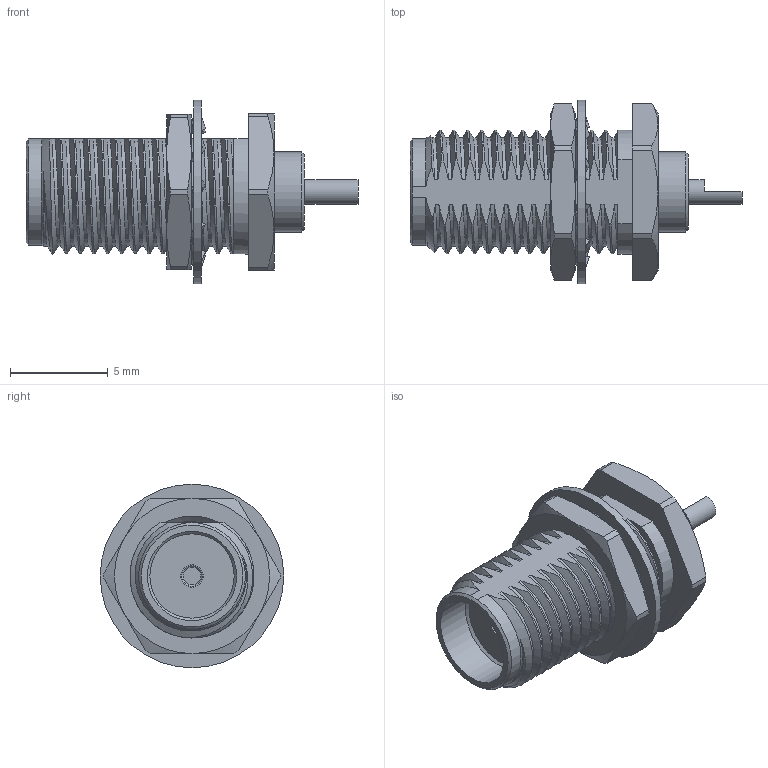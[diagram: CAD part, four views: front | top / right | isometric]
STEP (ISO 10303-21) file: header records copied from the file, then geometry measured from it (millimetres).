
FILE_DESCRIPTION (( 'STEP AP203' ), '1' );
FILE_NAME ('SC7109.step', '2020-03-12T21:17:03', ( '' ), ( '' ), 'SwSTEP 2.0', 'SolidWorks 2018', '' );
FILE_SCHEMA (( 'CONFIG_CONTROL_DESIGN' ));
Length unit declared in the file: inch
Products named in the file (1): SC7109
Bounding box: 17 x 9.4 x 9.4 mm (x, y, z)
Volume: 411.3 mm3; surface area: 714.1 mm2
Topology: 3 solids, 3 shells, 200 faces, 583 edges, 395 vertices
Faces by surface type: bspline 87, cylinder 45, plane 43, cone 25
Full cylindrical faces by diameter (mm): 0.914 x1, 1.016 x1, 1.168 x1, 1.27 x1, 4.1 x1, 4.572 x1, 9.398 x1
Entity records: 24315 total; most frequent: CARTESIAN_POINT 19844, ORIENTED_EDGE 1138, DIRECTION 619, EDGE_CURVE 569, VERTEX_POINT 392, AXIS2_PLACEMENT_3D 228, EDGE_LOOP 221, FACE_OUTER_BOUND 207
